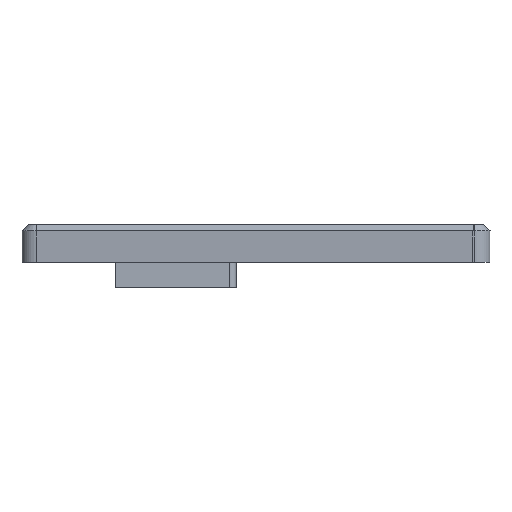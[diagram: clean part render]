
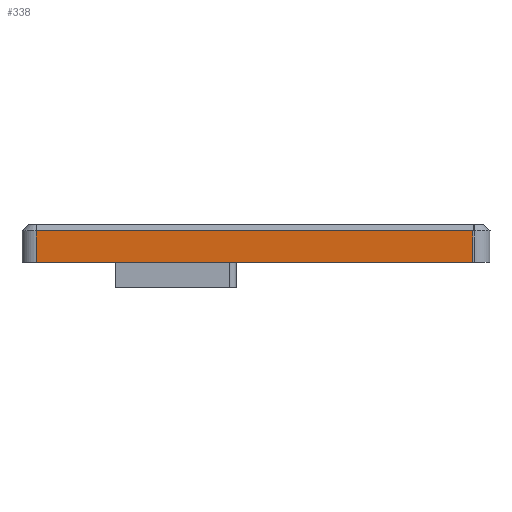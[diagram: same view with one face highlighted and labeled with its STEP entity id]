
A CAD part, left-side view. The second image highlights one B-rep face of the part: STEP entity #338.
In plain terms, the highlighted planar face has unit normal (-0.996, 0.087, 0).
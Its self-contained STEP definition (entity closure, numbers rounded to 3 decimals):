
#39 = CARTESIAN_POINT ( 'NONE',  ( -143.094, 54.647, -3. ) ) ;
#184 = EDGE_CURVE ( 'NONE', #2662, #1622, #3008, .T. ) ;
#334 = EDGE_LOOP ( 'NONE', ( #1063, #1090, #1123, #1125 ) ) ;
#338 = ADVANCED_FACE ( 'NONE', ( #2118 ), #2505, .T. ) ;
#600 = CARTESIAN_POINT ( 'NONE',  ( -136.995, 124.362, 2. ) ) ;
#721 = VERTEX_POINT ( 'NONE', #39 ) ;
#898 = EDGE_CURVE ( 'NONE', #721, #1094, #1821, .T. ) ;
#1063 = ORIENTED_EDGE ( 'NONE', *, *, #184, .F. ) ;
#1090 = ORIENTED_EDGE ( 'NONE', *, *, #2990, .F. ) ;
#1094 = VERTEX_POINT ( 'NONE', #2287 ) ;
#1123 = ORIENTED_EDGE ( 'NONE', *, *, #898, .T. ) ;
#1125 = ORIENTED_EDGE ( 'NONE', *, *, #2315, .T. ) ;
#1499 = CARTESIAN_POINT ( 'NONE',  ( -143.094, 54.647, -3. ) ) ;
#1523 = DIRECTION ( 'NONE',  ( 0.087, 0.996, 0. ) ) ;
#1585 = VECTOR ( 'NONE', #2899, 1000. ) ;
#1622 = VERTEX_POINT ( 'NONE', #600 ) ;
#1657 = LINE ( 'NONE', #2871, #1585 ) ;
#1791 = VECTOR ( 'NONE', #2850, 1000. ) ;
#1821 = LINE ( 'NONE', #2816, #1791 ) ;
#2118 = FACE_OUTER_BOUND ( 'NONE', #334, .T. ) ;
#2188 = CARTESIAN_POINT ( 'NONE',  ( -136.995, 124.362, -3. ) ) ;
#2277 = VECTOR ( 'NONE', #1523, 1000. ) ;
#2287 = CARTESIAN_POINT ( 'NONE',  ( -143.094, 54.647, 2. ) ) ;
#2315 = EDGE_CURVE ( 'NONE', #1094, #1622, #1657, .T. ) ;
#2411 = LINE ( 'NONE', #1499, #2277 ) ;
#2465 = DIRECTION ( 'NONE',  ( -0.087, -0.996, 0. ) ) ;
#2473 = DIRECTION ( 'NONE',  ( -0.996, 0.087, 0. ) ) ;
#2492 = CARTESIAN_POINT ( 'NONE',  ( -136.995, 124.362, 3. ) ) ;
#2505 = PLANE ( 'NONE',  #2991 ) ;
#2531 = DIRECTION ( 'NONE',  ( 0., 0., 1. ) ) ;
#2538 = CARTESIAN_POINT ( 'NONE',  ( -149.816, -22.182, 3. ) ) ;
#2662 = VERTEX_POINT ( 'NONE', #2188 ) ;
#2816 = CARTESIAN_POINT ( 'NONE',  ( -143.094, 54.647, 3. ) ) ;
#2850 = DIRECTION ( 'NONE',  ( 0., 0., 1. ) ) ;
#2852 = VECTOR ( 'NONE', #2531, 1000. ) ;
#2871 = CARTESIAN_POINT ( 'NONE',  ( -149.816, -22.182, 2. ) ) ;
#2899 = DIRECTION ( 'NONE',  ( 0.087, 0.996, 0. ) ) ;
#2990 = EDGE_CURVE ( 'NONE', #721, #2662, #2411, .T. ) ;
#2991 = AXIS2_PLACEMENT_3D ( 'NONE', #2538, #2473, #2465 ) ;
#3008 = LINE ( 'NONE', #2492, #2852 ) ;
